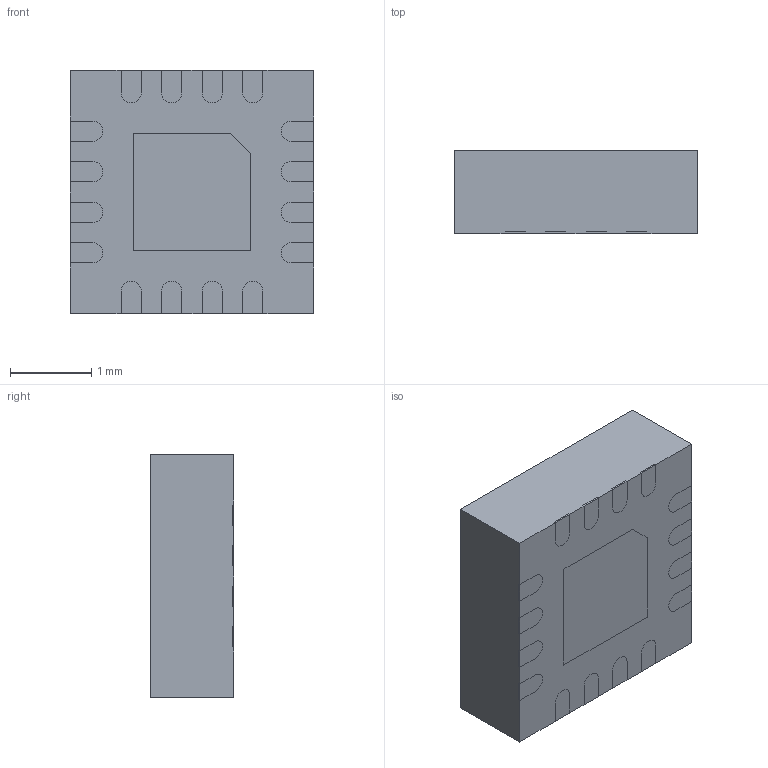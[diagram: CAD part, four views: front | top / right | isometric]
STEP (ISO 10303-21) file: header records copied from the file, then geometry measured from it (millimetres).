
FILE_DESCRIPTION (( 'STEP AP214' ), '1' );
FILE_NAME ('LT8609SIV#PBF.STEP', '2018-09-28T17:22:56', ( '' ), ( '' ), 'SwSTEP 2.0', 'SolidWorks 2017', '' );
FILE_SCHEMA (( 'AUTOMOTIVE_DESIGN' ));
Length unit declared in the file: millimetre
Products named in the file (1): LT8609SIV#PBF
Bounding box: 3 x 1.03 x 3 mm (x, y, z)
Volume: 9.3 mm3; surface area: 38.4 mm2
Topology: 18 solids, 18 shells, 190 faces, 456 edges, 304 vertices
Faces by surface type: plane 148, cylinder 42
Entity records: 5671 total; most frequent: CARTESIAN_POINT 951, DIRECTION 922, ORIENTED_EDGE 912, EDGE_CURVE 456, LINE 372, VECTOR 372, VERTEX_POINT 304, AXIS2_PLACEMENT_3D 275
